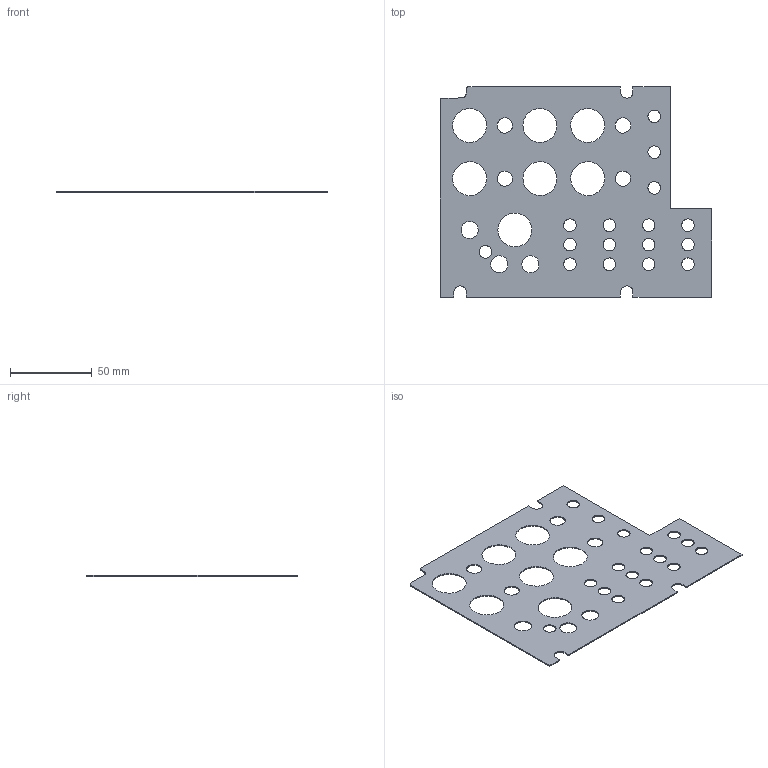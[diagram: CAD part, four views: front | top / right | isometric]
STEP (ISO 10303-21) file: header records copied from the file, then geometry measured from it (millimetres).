
FILE_DESCRIPTION (('STEP'), '1');
FILE_NAME ('DFAM Build overlay extruded left.stp', '2023-08-08T21:15:28', ('Unknown'), ('Unknown'), 'HarmonyWare STEP v2.1.9', 'HarmonyWare Translators', '');
FILE_SCHEMA (('CONFIG_CONTROL_DESIGN'));
Length unit declared in the file: millimetre
Products named in the file (2): Build overlay extruded left
Assembly tree (1 placements, depth 2):
  (unnamed)
    Build overlay extruded left
Bounding box: 165.79 x 128.5 x 0.65 mm (x, y, z)
Volume: 10101.5 mm3; surface area: 32166.8 mm2
Topology: 1 solids, 1 shells, 80 faces, 234 edges, 156 vertices
Faces by surface type: bspline 80
Entity records: 3340 total; most frequent: CARTESIAN_POINT 1762, ORIENTED_EDGE 468, EDGE_CURVE 234, VERTEX_POINT 156, EDGE_LOOP 140, B_SPLINE_CURVE_WITH_KNOTS 110, FACE_OUTER_BOUND 80, ADVANCED_FACE 80
